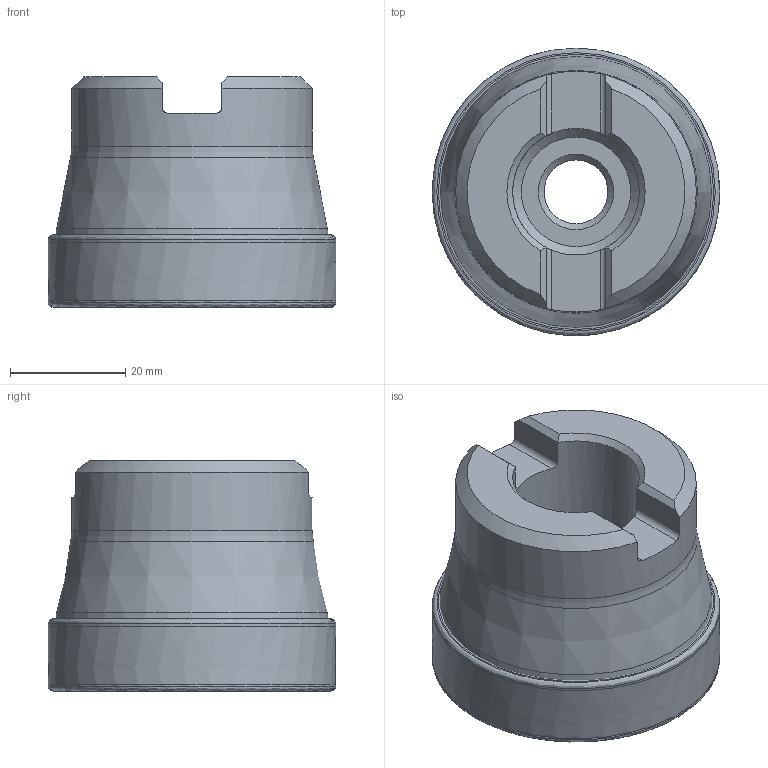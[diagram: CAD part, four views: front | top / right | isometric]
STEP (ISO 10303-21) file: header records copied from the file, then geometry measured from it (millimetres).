
FILE_DESCRIPTION(/* description */ (''),/* implementation_level */ '2;1');
FILE_NAME(/* name */ '50A05R-S90SD12-C_115009936ndi000_00-SIM.stp',/* time_stamp */ '2019-12-12T13:59:11+01:00',/* author */ (''),/* organization */ (''),/* preprocessor_version */ 'ST-DEVELOPER v16.7',/* originating_system */ 'SIEMENS PLM Software NX 12.0',/* authorisation */ '');
FILE_SCHEMA (('AUTOMOTIVE_DESIGN { 1 0 10303 214 3 1 1 1 }'));
Length unit declared in the file: millimetre
Products named in the file (1): hm15089436B4edn5
Bounding box: 49.89 x 49.89 x 40 mm (x, y, z)
Volume: 65109.6 mm3; surface area: 16135.3 mm2
Topology: 2 solids, 2 shells, 55 faces, 144 edges, 91 vertices
Faces by surface type: revolution 16, plane 14, cone 11, cylinder 9, torus 5
Full cylindrical faces by diameter (mm): 11.1 x1, 18 x1, 22 x1, 41.8 x1, 47.35 x1
Entity records: 1813 total; most frequent: CARTESIAN_POINT 692, DIRECTION 212, ORIENTED_EDGE 180, EDGE_LOOP 90, EDGE_CURVE 90, AXIS2_PLACEMENT_3D 86, FACE_BOUND 70, VERTEX_POINT 70
